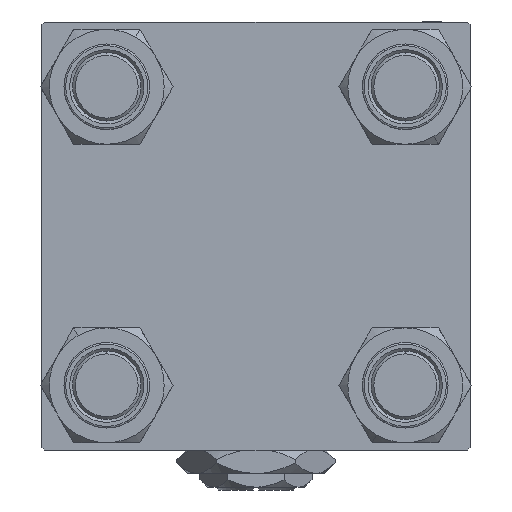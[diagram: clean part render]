
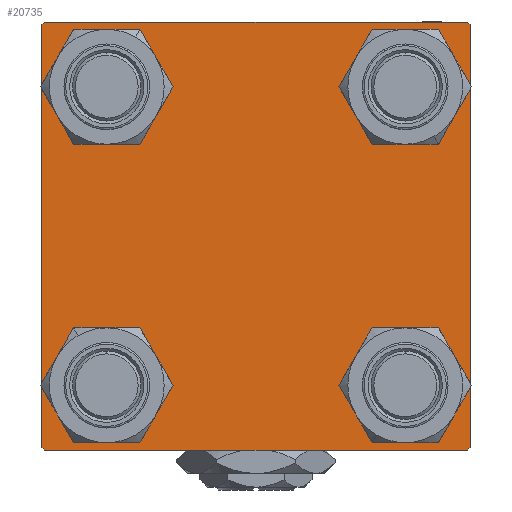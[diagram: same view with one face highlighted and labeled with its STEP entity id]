
A CAD part, left-side view. The second image highlights one B-rep face of the part: STEP entity #20735.
In plain terms, the highlighted planar face has unit normal (-1, 0, 0).
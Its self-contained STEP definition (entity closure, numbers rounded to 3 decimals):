
#1105 = ORIENTED_EDGE ( 'NONE', *, *, #26059, .T. ) ;
#3314 = LINE ( 'NONE', #19484, #41939 ) ;
#3541 = CARTESIAN_POINT ( 'NONE',  ( 0., -26.15, 19.65 ) ) ;
#3567 = LINE ( 'NONE', #19735, #25220 ) ;
#3738 = ORIENTED_EDGE ( 'NONE', *, *, #47664, .T. ) ;
#4143 = CARTESIAN_POINT ( 'NONE',  ( 0., -26.15, -32.65 ) ) ;
#4224 = DIRECTION ( 'NONE',  ( -1., 0., 0. ) ) ;
#5024 = ORIENTED_EDGE ( 'NONE', *, *, #43568, .T. ) ;
#5109 = CIRCLE ( 'NONE', #38121, 6.5 ) ;
#6199 = CARTESIAN_POINT ( 'NONE',  ( 0., -26.15, 26.15 ) ) ;
#6202 = DIRECTION ( 'NONE',  ( 0., 0., 1. ) ) ;
#6937 = ORIENTED_EDGE ( 'NONE', *, *, #10997, .T. ) ;
#6978 = CARTESIAN_POINT ( 'NONE',  ( 0., 26.15, 26.15 ) ) ;
#7015 = CARTESIAN_POINT ( 'NONE',  ( 0., 37.5, 37. ) ) ;
#7151 = ORIENTED_EDGE ( 'NONE', *, *, #24015, .T. ) ;
#7289 = DIRECTION ( 'NONE',  ( 0., 0., -1. ) ) ;
#7400 = CARTESIAN_POINT ( 'NONE',  ( 0., -37., 37.5 ) ) ;
#8721 = EDGE_CURVE ( 'NONE', #26550, #12475, #27987, .T. ) ;
#8995 = CIRCLE ( 'NONE', #27591, 6.5 ) ;
#9184 = CARTESIAN_POINT ( 'NONE',  ( 0., 37.25, -37.25 ) ) ;
#9402 = DIRECTION ( 'NONE',  ( 1., 0., 0. ) ) ;
#9442 = DIRECTION ( 'NONE',  ( 0., -0.707, -0.707 ) ) ;
#10582 = EDGE_LOOP ( 'NONE', ( #7151, #10593 ) ) ;
#10593 = ORIENTED_EDGE ( 'NONE', *, *, #26244, .T. ) ;
#10597 = DIRECTION ( 'NONE',  ( 0., 0., 1. ) ) ;
#10958 = VERTEX_POINT ( 'NONE', #15587 ) ;
#10997 = EDGE_CURVE ( 'NONE', #49111, #17067, #45922, .T. ) ;
#11612 = DIRECTION ( 'NONE',  ( 1., 0., 0. ) ) ;
#11638 = VECTOR ( 'NONE', #37678, 1000. ) ;
#11851 = VERTEX_POINT ( 'NONE', #40528 ) ;
#12248 = VECTOR ( 'NONE', #9442, 1000. ) ;
#12475 = VERTEX_POINT ( 'NONE', #3541 ) ;
#12487 = ORIENTED_EDGE ( 'NONE', *, *, #41879, .F. ) ;
#12662 = DIRECTION ( 'NONE',  ( 1., 0., 0. ) ) ;
#13089 = EDGE_CURVE ( 'NONE', #27538, #24926, #20445, .T. ) ;
#13571 = CARTESIAN_POINT ( 'NONE',  ( 0., -26.15, -19.65 ) ) ;
#13865 = DIRECTION ( 'NONE',  ( 0., -1., 0. ) ) ;
#14071 = CARTESIAN_POINT ( 'NONE',  ( 0., 37.5, -37.5 ) ) ;
#14353 = CARTESIAN_POINT ( 'NONE',  ( 0., 26.15, 32.65 ) ) ;
#14560 = AXIS2_PLACEMENT_3D ( 'NONE', #52472, #11612, #32810 ) ;
#14669 = VECTOR ( 'NONE', #42708, 1000. ) ;
#15185 = VERTEX_POINT ( 'NONE', #21918 ) ;
#15587 = CARTESIAN_POINT ( 'NONE',  ( 0., 37.5, -37. ) ) ;
#15818 = ORIENTED_EDGE ( 'NONE', *, *, #17914, .T. ) ;
#16150 = FACE_BOUND ( 'NONE', #21424, .T. ) ;
#16349 = DIRECTION ( 'NONE',  ( 0., -0.707, 0.707 ) ) ;
#16866 = LINE ( 'NONE', #25342, #35222 ) ;
#17030 = DIRECTION ( 'NONE',  ( 0., 0., 1. ) ) ;
#17067 = VERTEX_POINT ( 'NONE', #4143 ) ;
#17176 = DIRECTION ( 'NONE',  ( 0., 0.707, 0.707 ) ) ;
#17346 = DIRECTION ( 'NONE',  ( 0., 0., 1. ) ) ;
#17914 = EDGE_CURVE ( 'NONE', #25458, #29474, #50677, .T. ) ;
#18613 = CARTESIAN_POINT ( 'NONE',  ( 0., 37.5, 37.5 ) ) ;
#19484 = CARTESIAN_POINT ( 'NONE',  ( 0., -37.5, 37.5 ) ) ;
#19735 = CARTESIAN_POINT ( 'NONE',  ( 0., 37.5, 37.5 ) ) ;
#19914 = LINE ( 'NONE', #45585, #20047 ) ;
#20011 = VERTEX_POINT ( 'NONE', #7015 ) ;
#20047 = VECTOR ( 'NONE', #17176, 1000. ) ;
#20309 = DIRECTION ( 'NONE',  ( 0., 0., 1. ) ) ;
#20393 = DIRECTION ( 'NONE',  ( 0., 0., 1. ) ) ;
#20445 = CIRCLE ( 'NONE', #50132, 6.5 ) ;
#20477 = DIRECTION ( 'NONE',  ( 1., 0., 0. ) ) ;
#20735 = ADVANCED_FACE ( 'NONE', ( #16150, #30111, #44564, #46323, #24370 ), #24114, .T. ) ;
#21424 = EDGE_LOOP ( 'NONE', ( #24131, #45317 ) ) ;
#21918 = CARTESIAN_POINT ( 'NONE',  ( 0., 37., 37.5 ) ) ;
#22987 = ORIENTED_EDGE ( 'NONE', *, *, #31553, .F. ) ;
#24015 = EDGE_CURVE ( 'NONE', #11851, #48844, #8995, .T. ) ;
#24114 = PLANE ( 'NONE',  #47023 ) ;
#24131 = ORIENTED_EDGE ( 'NONE', *, *, #8721, .T. ) ;
#24370 = FACE_OUTER_BOUND ( 'NONE', #28503, .T. ) ;
#24459 = EDGE_LOOP ( 'NONE', ( #1105, #37404 ) ) ;
#24926 = VERTEX_POINT ( 'NONE', #14353 ) ;
#25117 = DIRECTION ( 'NONE',  ( 0., 0., 1. ) ) ;
#25220 = VECTOR ( 'NONE', #35916, 1000. ) ;
#25342 = CARTESIAN_POINT ( 'NONE',  ( 0., -37.25, -37.25 ) ) ;
#25458 = VERTEX_POINT ( 'NONE', #43449 ) ;
#25496 = ORIENTED_EDGE ( 'NONE', *, *, #27085, .T. ) ;
#25634 = CARTESIAN_POINT ( 'NONE',  ( 0., -26.15, 32.65 ) ) ;
#25779 = CARTESIAN_POINT ( 'NONE',  ( 0., -26.15, -26.15 ) ) ;
#25871 = LINE ( 'NONE', #9184, #12248 ) ;
#26059 = EDGE_CURVE ( 'NONE', #24926, #27538, #33046, .T. ) ;
#26244 = EDGE_CURVE ( 'NONE', #48844, #11851, #5109, .T. ) ;
#26499 = CARTESIAN_POINT ( 'NONE',  ( 0., -26.15, 26.15 ) ) ;
#26550 = VERTEX_POINT ( 'NONE', #25634 ) ;
#27083 = EDGE_LOOP ( 'NONE', ( #6937, #25496 ) ) ;
#27085 = EDGE_CURVE ( 'NONE', #17067, #49111, #30530, .T. ) ;
#27169 = AXIS2_PLACEMENT_3D ( 'NONE', #26499, #42698, #10597 ) ;
#27501 = EDGE_CURVE ( 'NONE', #12475, #26550, #39028, .T. ) ;
#27538 = VERTEX_POINT ( 'NONE', #34715 ) ;
#27591 = AXIS2_PLACEMENT_3D ( 'NONE', #49284, #12662, #25117 ) ;
#27708 = CARTESIAN_POINT ( 'NONE',  ( 0., 26.15, -32.65 ) ) ;
#27987 = CIRCLE ( 'NONE', #33934, 6.5 ) ;
#28000 = DIRECTION ( 'NONE',  ( 1., 0., 0. ) ) ;
#28503 = EDGE_LOOP ( 'NONE', ( #28870, #51664, #15818, #5024, #12487, #50971, #22987, #3738 ) ) ;
#28870 = ORIENTED_EDGE ( 'NONE', *, *, #48058, .T. ) ;
#29474 = VERTEX_POINT ( 'NONE', #43182 ) ;
#30007 = DIRECTION ( 'NONE',  ( 1., 0., 0. ) ) ;
#30111 = FACE_BOUND ( 'NONE', #27083, .T. ) ;
#30530 = CIRCLE ( 'NONE', #51727, 6.5 ) ;
#31553 = EDGE_CURVE ( 'NONE', #15185, #33473, #42251, .T. ) ;
#32810 = DIRECTION ( 'NONE',  ( 0., 0., 1. ) ) ;
#33046 = CIRCLE ( 'NONE', #44074, 6.5 ) ;
#33473 = VERTEX_POINT ( 'NONE', #7400 ) ;
#33934 = AXIS2_PLACEMENT_3D ( 'NONE', #6199, #9402, #17346 ) ;
#33944 = CARTESIAN_POINT ( 'NONE',  ( 0., 37.25, 37.25 ) ) ;
#34209 = LINE ( 'NONE', #33944, #11638 ) ;
#34715 = CARTESIAN_POINT ( 'NONE',  ( 0., 26.15, 19.65 ) ) ;
#35222 = VECTOR ( 'NONE', #16349, 1000. ) ;
#35916 = DIRECTION ( 'NONE',  ( 0., 0., -1. ) ) ;
#36402 = CARTESIAN_POINT ( 'NONE',  ( 0., 26.15, -26.15 ) ) ;
#36629 = VECTOR ( 'NONE', #13865, 1000. ) ;
#37404 = ORIENTED_EDGE ( 'NONE', *, *, #13089, .T. ) ;
#37678 = DIRECTION ( 'NONE',  ( 0., 0.707, -0.707 ) ) ;
#38121 = AXIS2_PLACEMENT_3D ( 'NONE', #36402, #20477, #39604 ) ;
#39028 = CIRCLE ( 'NONE', #27169, 6.5 ) ;
#39604 = DIRECTION ( 'NONE',  ( 0., 0., 1. ) ) ;
#39962 = VERTEX_POINT ( 'NONE', #46075 ) ;
#40528 = CARTESIAN_POINT ( 'NONE',  ( 0., 26.15, -19.65 ) ) ;
#40562 = CARTESIAN_POINT ( 'NONE',  ( 0., 0., 0. ) ) ;
#41058 = EDGE_CURVE ( 'NONE', #10958, #25458, #25871, .T. ) ;
#41879 = EDGE_CURVE ( 'NONE', #39962, #52361, #3314, .T. ) ;
#41939 = VECTOR ( 'NONE', #7289, 1000. ) ;
#42251 = LINE ( 'NONE', #18613, #36629 ) ;
#42292 = DIRECTION ( 'NONE',  ( 1., 0., 0. ) ) ;
#42698 = DIRECTION ( 'NONE',  ( 1., 0., 0. ) ) ;
#42708 = DIRECTION ( 'NONE',  ( 0., -1., 0. ) ) ;
#43182 = CARTESIAN_POINT ( 'NONE',  ( 0., -37., -37.5 ) ) ;
#43449 = CARTESIAN_POINT ( 'NONE',  ( 0., 37., -37.5 ) ) ;
#43568 = EDGE_CURVE ( 'NONE', #29474, #52361, #16866, .T. ) ;
#44074 = AXIS2_PLACEMENT_3D ( 'NONE', #6978, #42292, #6202 ) ;
#44564 = FACE_BOUND ( 'NONE', #10582, .T. ) ;
#45317 = ORIENTED_EDGE ( 'NONE', *, *, #27501, .T. ) ;
#45585 = CARTESIAN_POINT ( 'NONE',  ( 0., -37.25, 37.25 ) ) ;
#45922 = CIRCLE ( 'NONE', #14560, 6.5 ) ;
#46075 = CARTESIAN_POINT ( 'NONE',  ( 0., -37.5, 37. ) ) ;
#46323 = FACE_BOUND ( 'NONE', #24459, .T. ) ;
#46626 = EDGE_CURVE ( 'NONE', #39962, #33473, #19914, .T. ) ;
#47023 = AXIS2_PLACEMENT_3D ( 'NONE', #40562, #4224, #20393 ) ;
#47664 = EDGE_CURVE ( 'NONE', #15185, #20011, #34209, .T. ) ;
#48058 = EDGE_CURVE ( 'NONE', #20011, #10958, #3567, .T. ) ;
#48844 = VERTEX_POINT ( 'NONE', #27708 ) ;
#49111 = VERTEX_POINT ( 'NONE', #13571 ) ;
#49284 = CARTESIAN_POINT ( 'NONE',  ( 0., 26.15, -26.15 ) ) ;
#50132 = AXIS2_PLACEMENT_3D ( 'NONE', #52436, #28000, #20309 ) ;
#50677 = LINE ( 'NONE', #14071, #14669 ) ;
#50971 = ORIENTED_EDGE ( 'NONE', *, *, #46626, .T. ) ;
#51664 = ORIENTED_EDGE ( 'NONE', *, *, #41058, .T. ) ;
#51727 = AXIS2_PLACEMENT_3D ( 'NONE', #25779, #30007, #17030 ) ;
#51776 = CARTESIAN_POINT ( 'NONE',  ( 0., -37.5, -37. ) ) ;
#52361 = VERTEX_POINT ( 'NONE', #51776 ) ;
#52436 = CARTESIAN_POINT ( 'NONE',  ( 0., 26.15, 26.15 ) ) ;
#52472 = CARTESIAN_POINT ( 'NONE',  ( 0., -26.15, -26.15 ) ) ;
